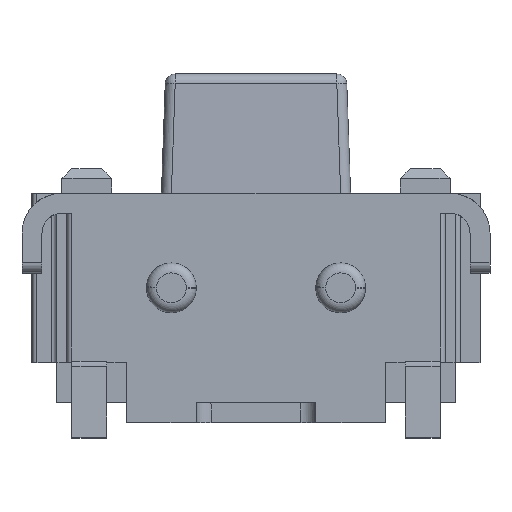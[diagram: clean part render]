
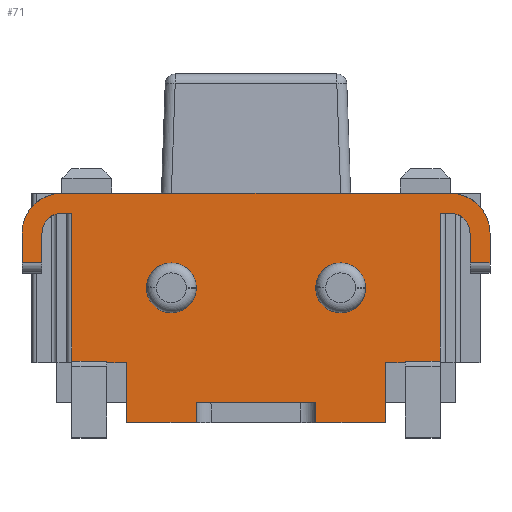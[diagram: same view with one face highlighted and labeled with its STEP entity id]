
A CAD part, top view. The second image highlights one B-rep face of the part: STEP entity #71.
In plain terms, the highlighted planar face has unit normal (0, 0, 1).
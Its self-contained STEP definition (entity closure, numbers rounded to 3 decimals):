
#71=ADVANCED_FACE('',(#798,#799,#800),#801,.T.);
#798=FACE_OUTER_BOUND('',#2190,.T.);
#799=FACE_BOUND('',#2191,.T.);
#800=FACE_BOUND('',#2192,.T.);
#801=PLANE('',#2193);
#2190=EDGE_LOOP('',(#4217,#4218,#4219,#4220,#4221,#4222,#4223,#4224,#4225,#4226,#4227,#4228,#4229,#4230,#4231,#4232,#4233,#4234,#4235,#4236,#4237,#4238,#4239,#4240,#4241,#4242,#4243,#4244));
#2191=EDGE_LOOP('',(#4245,#4246));
#2192=EDGE_LOOP('',(#4247,#4248));
#2193=AXIS2_PLACEMENT_3D('',#4249,#4250,#4251);
#4217=ORIENTED_EDGE('',*,*,#9990,.F.);
#4218=ORIENTED_EDGE('',*,*,#9991,.F.);
#4219=ORIENTED_EDGE('',*,*,#9936,.F.);
#4220=ORIENTED_EDGE('',*,*,#9975,.F.);
#4221=ORIENTED_EDGE('',*,*,#9989,.F.);
#4222=ORIENTED_EDGE('',*,*,#9992,.T.);
#4223=ORIENTED_EDGE('',*,*,#9993,.F.);
#4224=ORIENTED_EDGE('',*,*,#9994,.F.);
#4225=ORIENTED_EDGE('',*,*,#9995,.F.);
#4226=ORIENTED_EDGE('',*,*,#9996,.T.);
#4227=ORIENTED_EDGE('',*,*,#9997,.T.);
#4228=ORIENTED_EDGE('',*,*,#9998,.T.);
#4229=ORIENTED_EDGE('',*,*,#9999,.F.);
#4230=ORIENTED_EDGE('',*,*,#10000,.T.);
#4231=ORIENTED_EDGE('',*,*,#10001,.F.);
#4232=ORIENTED_EDGE('',*,*,#10002,.F.);
#4233=ORIENTED_EDGE('',*,*,#10003,.F.);
#4234=ORIENTED_EDGE('',*,*,#10004,.T.);
#4235=ORIENTED_EDGE('',*,*,#10005,.F.);
#4236=ORIENTED_EDGE('',*,*,#10006,.F.);
#4237=ORIENTED_EDGE('',*,*,#10007,.F.);
#4238=ORIENTED_EDGE('',*,*,#10008,.F.);
#4239=ORIENTED_EDGE('',*,*,#10009,.T.);
#4240=ORIENTED_EDGE('',*,*,#10010,.T.);
#4241=ORIENTED_EDGE('',*,*,#10011,.F.);
#4242=ORIENTED_EDGE('',*,*,#10012,.F.);
#4243=ORIENTED_EDGE('',*,*,#10013,.F.);
#4244=ORIENTED_EDGE('',*,*,#10014,.T.);
#4245=ORIENTED_EDGE('',*,*,#10015,.F.);
#4246=ORIENTED_EDGE('',*,*,#10016,.F.);
#4247=ORIENTED_EDGE('',*,*,#10017,.F.);
#4248=ORIENTED_EDGE('',*,*,#10018,.F.);
#4249=CARTESIAN_POINT('',(0.0,0.0,0.95));
#4250=DIRECTION('',(0.0,0.0,1.0));
#4251=DIRECTION('',(1.0,0.0,0.0));
#9936=EDGE_CURVE('',#12397,#12399,#12400,.T.);
#9975=EDGE_CURVE('',#12466,#12397,#12469,.T.);
#9989=EDGE_CURVE('',#12490,#12466,#12492,.T.);
#9990=EDGE_CURVE('',#12493,#12494,#12495,.T.);
#9991=EDGE_CURVE('',#12399,#12493,#12496,.T.);
#9992=EDGE_CURVE('',#12490,#12497,#12498,.T.);
#9993=EDGE_CURVE('',#12499,#12497,#12500,.T.);
#9994=EDGE_CURVE('',#12501,#12499,#12502,.T.);
#9995=EDGE_CURVE('',#12503,#12501,#12504,.T.);
#9996=EDGE_CURVE('',#12503,#12505,#12506,.T.);
#9997=EDGE_CURVE('',#12505,#12507,#12508,.T.);
#9998=EDGE_CURVE('',#12507,#12509,#12510,.T.);
#9999=EDGE_CURVE('',#12511,#12509,#12512,.T.);
#10000=EDGE_CURVE('',#12511,#12513,#12514,.T.);
#10001=EDGE_CURVE('',#12515,#12513,#12516,.T.);
#10002=EDGE_CURVE('',#12517,#12515,#12518,.T.);
#10003=EDGE_CURVE('',#12519,#12517,#12520,.T.);
#10004=EDGE_CURVE('',#12519,#12521,#12522,.T.);
#10005=EDGE_CURVE('',#12523,#12521,#12524,.T.);
#10006=EDGE_CURVE('',#12525,#12523,#12526,.T.);
#10007=EDGE_CURVE('',#12527,#12525,#12528,.T.);
#10008=EDGE_CURVE('',#12529,#12527,#12530,.T.);
#10009=EDGE_CURVE('',#12529,#12531,#12532,.T.);
#10010=EDGE_CURVE('',#12531,#12533,#12534,.T.);
#10011=EDGE_CURVE('',#12535,#12533,#12536,.T.);
#10012=EDGE_CURVE('',#12537,#12535,#12538,.T.);
#10013=EDGE_CURVE('',#12539,#12537,#12540,.T.);
#10014=EDGE_CURVE('',#12539,#12494,#12541,.T.);
#10015=EDGE_CURVE('',#12542,#12543,#12544,.T.);
#10016=EDGE_CURVE('',#12543,#12542,#12545,.T.);
#10017=EDGE_CURVE('',#12546,#12547,#12548,.T.);
#10018=EDGE_CURVE('',#12547,#12546,#12549,.T.);
#12397=VERTEX_POINT('',#16108);
#12399=VERTEX_POINT('',#16111);
#12400=LINE('',#16112,#16113);
#12466=VERTEX_POINT('',#16224);
#12469=CIRCLE('',#16228,0.4);
#12490=VERTEX_POINT('',#16263);
#12492=LINE('',#16265,#16266);
#12493=VERTEX_POINT('',#16267);
#12494=VERTEX_POINT('',#16268);
#12495=LINE('',#16269,#16270);
#12496=CIRCLE('',#16271,0.4);
#12497=VERTEX_POINT('',#16272);
#12498=LINE('',#16273,#16274);
#12499=VERTEX_POINT('',#16275);
#12500=LINE('',#16276,#16277);
#12501=VERTEX_POINT('',#16278);
#12502=CIRCLE('',#16279,0.2);
#12503=VERTEX_POINT('',#16280);
#12504=LINE('',#16281,#16282);
#12505=VERTEX_POINT('',#16283);
#12506=LINE('',#16284,#16285);
#12507=VERTEX_POINT('',#16286);
#12508=LINE('',#16287,#16288);
#12509=VERTEX_POINT('',#16289);
#12510=LINE('',#16290,#16291);
#12511=VERTEX_POINT('',#16292);
#12512=LINE('',#16293,#16294);
#12513=VERTEX_POINT('',#16295);
#12514=LINE('',#16296,#16297);
#12515=VERTEX_POINT('',#16298);
#12516=LINE('',#16299,#16300);
#12517=VERTEX_POINT('',#16301);
#12518=LINE('',#16302,#16303);
#12519=VERTEX_POINT('',#16304);
#12520=LINE('',#16305,#16306);
#12521=VERTEX_POINT('',#16307);
#12522=LINE('',#16308,#16309);
#12523=VERTEX_POINT('',#16310);
#12524=LINE('',#16311,#16312);
#12525=VERTEX_POINT('',#16313);
#12526=LINE('',#16314,#16315);
#12527=VERTEX_POINT('',#16316);
#12528=LINE('',#16317,#16318);
#12529=VERTEX_POINT('',#16319);
#12530=LINE('',#16320,#16321);
#12531=VERTEX_POINT('',#16322);
#12532=LINE('',#16323,#16324);
#12533=VERTEX_POINT('',#16325);
#12534=LINE('',#16326,#16327);
#12535=VERTEX_POINT('',#16328);
#12536=LINE('',#16329,#16330);
#12537=VERTEX_POINT('',#16331);
#12538=CIRCLE('',#16332,0.2);
#12539=VERTEX_POINT('',#16333);
#12540=LINE('',#16334,#16335);
#12541=LINE('',#16336,#16337);
#12542=VERTEX_POINT('',#16338);
#12543=VERTEX_POINT('',#16339);
#12544=CIRCLE('',#16340,0.25);
#12545=CIRCLE('',#16341,0.25);
#12546=VERTEX_POINT('',#16342);
#12547=VERTEX_POINT('',#16343);
#12548=CIRCLE('',#16344,0.25);
#12549=CIRCLE('',#16345,0.25);
#16108=CARTESIAN_POINT('',(-1.95,2.3,0.95));
#16111=CARTESIAN_POINT('',(1.95,2.3,0.95));
#16112=CARTESIAN_POINT('',(-1.95,2.3,0.95));
#16113=VECTOR('',#20168,3.9);
#16224=CARTESIAN_POINT('',(-2.35,1.9,0.95));
#16228=AXIS2_PLACEMENT_3D('',#20217,#20218,#20219);
#16263=CARTESIAN_POINT('',(-2.35,1.6,0.95));
#16265=CARTESIAN_POINT('',(-2.35,1.6,0.95));
#16266=VECTOR('',#20242,0.3);
#16267=CARTESIAN_POINT('',(2.35,1.9,0.95));
#16268=CARTESIAN_POINT('',(2.35,1.6,0.95));
#16269=CARTESIAN_POINT('',(2.35,1.9,0.95));
#16270=VECTOR('',#20243,0.3);
#16271=AXIS2_PLACEMENT_3D('',#20244,#20245,#20246);
#16272=CARTESIAN_POINT('',(-2.15,1.6,0.95));
#16273=CARTESIAN_POINT('',(-2.35,1.6,0.95));
#16274=VECTOR('',#20247,0.2);
#16275=CARTESIAN_POINT('',(-2.15,1.9,0.95));
#16276=CARTESIAN_POINT('',(-2.15,1.9,0.95));
#16277=VECTOR('',#20248,0.3);
#16278=CARTESIAN_POINT('',(-1.95,2.1,0.95));
#16279=AXIS2_PLACEMENT_3D('',#20249,#20250,#20251);
#16280=CARTESIAN_POINT('',(-1.85,2.1,0.95));
#16281=CARTESIAN_POINT('',(-1.85,2.1,0.95));
#16282=VECTOR('',#20252,0.1);
#16283=CARTESIAN_POINT('',(-1.85,0.615,0.95));
#16284=CARTESIAN_POINT('',(-1.85,2.1,0.95));
#16285=VECTOR('',#20253,1.485);
#16286=CARTESIAN_POINT('',(-1.5,0.615,0.95));
#16287=CARTESIAN_POINT('',(-1.85,0.615,0.95));
#16288=VECTOR('',#20254,0.35);
#16289=CARTESIAN_POINT('',(-1.5,0.6,0.95));
#16290=CARTESIAN_POINT('',(-1.5,0.615,0.95));
#16291=VECTOR('',#20255,0.015);
#16292=CARTESIAN_POINT('',(-1.3,0.6,0.95));
#16293=CARTESIAN_POINT('',(-1.3,0.6,0.95));
#16294=VECTOR('',#20256,0.2);
#16295=CARTESIAN_POINT('',(-1.3,0.0,0.95));
#16296=CARTESIAN_POINT('',(-1.3,0.6,0.95));
#16297=VECTOR('',#20257,0.6);
#16298=CARTESIAN_POINT('',(-0.6,0.0,0.95));
#16299=CARTESIAN_POINT('',(-0.6,0.0,0.95));
#16300=VECTOR('',#20258,0.7);
#16301=CARTESIAN_POINT('',(-0.6,0.2,0.95));
#16302=CARTESIAN_POINT('',(-0.6,0.2,0.95));
#16303=VECTOR('',#20259,0.2);
#16304=CARTESIAN_POINT('',(0.6,0.2,0.95));
#16305=CARTESIAN_POINT('',(0.6,0.2,0.95));
#16306=VECTOR('',#20260,1.2);
#16307=CARTESIAN_POINT('',(0.6,0.0,0.95));
#16308=CARTESIAN_POINT('',(0.6,0.2,0.95));
#16309=VECTOR('',#20261,0.2);
#16310=CARTESIAN_POINT('',(1.3,0.0,0.95));
#16311=CARTESIAN_POINT('',(1.3,0.0,0.95));
#16312=VECTOR('',#20262,0.7);
#16313=CARTESIAN_POINT('',(1.3,0.6,0.95));
#16314=CARTESIAN_POINT('',(1.3,0.6,0.95));
#16315=VECTOR('',#20263,0.6);
#16316=CARTESIAN_POINT('',(1.5,0.6,0.95));
#16317=CARTESIAN_POINT('',(1.5,0.6,0.95));
#16318=VECTOR('',#20264,0.2);
#16319=CARTESIAN_POINT('',(1.5,0.615,0.95));
#16320=CARTESIAN_POINT('',(1.5,0.615,0.95));
#16321=VECTOR('',#20265,0.015);
#16322=CARTESIAN_POINT('',(1.85,0.615,0.95));
#16323=CARTESIAN_POINT('',(1.5,0.615,0.95));
#16324=VECTOR('',#20266,0.35);
#16325=CARTESIAN_POINT('',(1.85,2.1,0.95));
#16326=CARTESIAN_POINT('',(1.85,0.615,0.95));
#16327=VECTOR('',#20267,1.485);
#16328=CARTESIAN_POINT('',(1.95,2.1,0.95));
#16329=CARTESIAN_POINT('',(1.95,2.1,0.95));
#16330=VECTOR('',#20268,0.1);
#16331=CARTESIAN_POINT('',(2.15,1.9,0.95));
#16332=AXIS2_PLACEMENT_3D('',#20269,#20270,#20271);
#16333=CARTESIAN_POINT('',(2.15,1.6,0.95));
#16334=CARTESIAN_POINT('',(2.15,1.6,0.95));
#16335=VECTOR('',#20272,0.3);
#16336=CARTESIAN_POINT('',(2.15,1.6,0.95));
#16337=VECTOR('',#20273,0.2);
#16338=CARTESIAN_POINT('',(0.6,1.35,0.95));
#16339=CARTESIAN_POINT('',(1.1,1.35,0.95));
#16340=AXIS2_PLACEMENT_3D('',#20274,#20275,#20276);
#16341=AXIS2_PLACEMENT_3D('',#20277,#20278,#20279);
#16342=CARTESIAN_POINT('',(-1.1,1.35,0.95));
#16343=CARTESIAN_POINT('',(-0.6,1.35,0.95));
#16344=AXIS2_PLACEMENT_3D('',#20280,#20281,#20282);
#16345=AXIS2_PLACEMENT_3D('',#20283,#20284,#20285);
#20168=DIRECTION('',(1.0,0.0,0.0));
#20217=CARTESIAN_POINT('',(-1.95,1.9,0.95));
#20218=DIRECTION('',(0.0,0.0,-1.0));
#20219=DIRECTION('',(-1.0,0.0,0.0));
#20242=DIRECTION('',(0.0,1.0,0.0));
#20243=DIRECTION('',(0.0,-1.0,0.0));
#20244=CARTESIAN_POINT('',(1.95,1.9,0.95));
#20245=DIRECTION('',(0.0,0.0,-1.0));
#20246=DIRECTION('',(0.0,1.0,0.0));
#20247=DIRECTION('',(1.0,0.0,0.0));
#20248=DIRECTION('',(0.0,-1.0,0.0));
#20249=CARTESIAN_POINT('',(-1.95,1.9,0.95));
#20250=DIRECTION('',(0.0,-0.0,1.0));
#20251=DIRECTION('',(0.0,1.0,0.0));
#20252=DIRECTION('',(-1.0,0.0,0.0));
#20253=DIRECTION('',(0.0,-1.0,0.0));
#20254=DIRECTION('',(1.0,0.,0.0));
#20255=DIRECTION('',(0.0,-1.0,0.));
#20256=DIRECTION('',(-1.0,0.0,0.0));
#20257=DIRECTION('',(0.0,-1.0,0.0));
#20258=DIRECTION('',(-1.0,0.0,0.0));
#20259=DIRECTION('',(0.0,-1.0,0.0));
#20260=DIRECTION('',(-1.0,0.0,0.0));
#20261=DIRECTION('',(0.0,-1.0,0.0));
#20262=DIRECTION('',(-1.0,0.0,0.0));
#20263=DIRECTION('',(0.0,-1.0,0.0));
#20264=DIRECTION('',(-1.0,0.0,0.0));
#20265=DIRECTION('',(0.0,-1.0,0.));
#20266=DIRECTION('',(1.0,0.,0.0));
#20267=DIRECTION('',(0.0,1.0,0.0));
#20268=DIRECTION('',(-1.0,0.0,0.0));
#20269=CARTESIAN_POINT('',(1.95,1.9,0.95));
#20270=DIRECTION('',(0.0,0.0,1.0));
#20271=DIRECTION('',(1.0,0.0,0.0));
#20272=DIRECTION('',(0.0,1.0,0.0));
#20273=DIRECTION('',(1.0,0.0,0.0));
#20274=CARTESIAN_POINT('',(0.85,1.35,0.95));
#20275=DIRECTION('',(0.0,0.0,1.0));
#20276=DIRECTION('',(-1.0,0.0,0.0));
#20277=CARTESIAN_POINT('',(0.85,1.35,0.95));
#20278=DIRECTION('',(0.0,0.0,1.0));
#20279=DIRECTION('',(1.0,0.0,0.0));
#20280=CARTESIAN_POINT('',(-0.85,1.35,0.95));
#20281=DIRECTION('',(0.0,0.0,1.0));
#20282=DIRECTION('',(-1.0,0.0,0.0));
#20283=CARTESIAN_POINT('',(-0.85,1.35,0.95));
#20284=DIRECTION('',(0.0,0.0,1.0));
#20285=DIRECTION('',(1.0,0.0,0.0));
